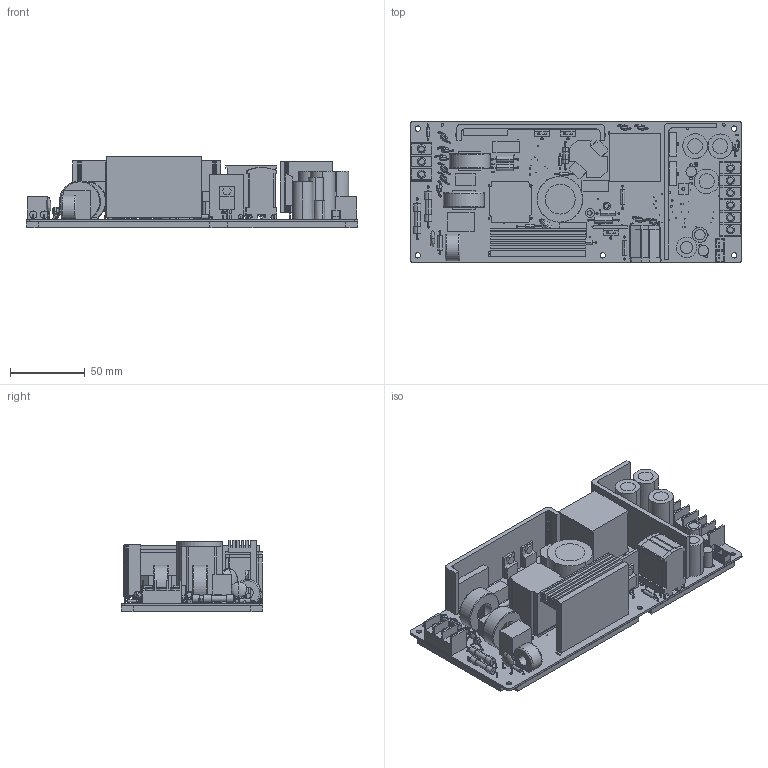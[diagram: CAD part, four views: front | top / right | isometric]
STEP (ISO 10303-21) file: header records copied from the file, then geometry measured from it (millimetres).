
FILE_DESCRIPTION((''),'2;1');
FILE_NAME('111111_ASM','2024-09-12T',('410022'),(''),'PRO/ENGINEER BY PARAMETRIC TECHNOLOGY CORPORATION, 2010280','PRO/ENGINEER BY PARAMETRIC TECHNOLOGY CORPORATION, 2010280','');
FILE_SCHEMA(('AUTOMOTIVE_DESIGN_CC2 { 1 2 10303 214 -1 1 5 2 }'));
Products named in the file (290): BOARD_1; EXTRUDED-32836_1; USB_ASM_1_ASM; EXTRUDED-33364_1; 684676576_ASM_1_ASM; EXTRUDED-33736_1; 684676712_ASM_1_ASM; EXTRUDED-34108_1; 684676848_ASM_1_ASM; EXTRUDED-34480_1; 684676984_ASM_1_ASM; EXTRUDED-34852_1; 684677120_ASM_1_ASM; EXTRUDED-35234_1; 684677256_ASM_1_ASM; EXTRUDED-35606_1; 684677392_ASM_1_ASM; Q2_ASM_1_ASM; EXTRUDED-36006_1; 684680928_ASM_1_ASM; HS101_ASM_1_ASM; 2CN51250P_1; CON1_ASM_1_ASM; EXTRUDED-41199_1; 684679704_ASM_1_ASM; EXTRUDED-41571_1; 684679840_ASM_1_ASM; EXTRUDED-41943_1; 684679976_ASM_1_ASM; EXTRUDED-42315_1; 684680112_ASM_1_ASM; EXTRUDED-42687_1; 684680248_ASM_1_ASM; CYLINDER-43064_1; 837200528_ASM_1_ASM; CON103_ASM_1_ASM; CON102_ASM_1_ASM; CYLINDER-43407_1; 837197456_ASM_1_ASM; CYLINDER-43599_1 ...
Assembly tree (451 placements, depth 6):
  111111_ASM
    ASM0001_ASM
      PCB_ASM_1_ASM
        BOARD_1
        Q2_ASM_1_ASM
          USB_ASM_1_ASM
            EXTRUDED-32836_1
          684676576_ASM_1_ASM
            EXTRUDED-33364_1
          684676712_ASM_1_ASM
            EXTRUDED-33736_1
          684676848_ASM_1_ASM
            EXTRUDED-34108_1
          684676984_ASM_1_ASM  x3
            EXTRUDED-34480_1
          684677120_ASM_1_ASM  x2
            EXTRUDED-34852_1
          684677256_ASM_1_ASM
            EXTRUDED-35234_1
          684677392_ASM_1_ASM
            EXTRUDED-35606_1
        HS101_ASM_1_ASM
          684680928_ASM_1_ASM
            EXTRUDED-36006_1
        CON1_ASM_1_ASM
          2CN51250P_1
        CON103_ASM_1_ASM
          684679704_ASM_1_ASM
            EXTRUDED-41199_1
          684679840_ASM_1_ASM
            EXTRUDED-41571_1
          684679976_ASM_1_ASM
            EXTRUDED-41943_1
          684680112_ASM_1_ASM
            EXTRUDED-42315_1
          684680248_ASM_1_ASM  x2
            EXTRUDED-42687_1
          837200528_ASM_1_ASM  x2
            CYLINDER-43064_1
        CON102_ASM_1_ASM
          837200528_ASM_1_ASM  x2
            CYLINDER-43064_1
          684680248_ASM_1_ASM  x2
            EXTRUDED-42687_1
          684680112_ASM_1_ASM
            EXTRUDED-42315_1
          684679976_ASM_1_ASM
            EXTRUDED-41943_1
          684679840_ASM_1_ASM
            EXTRUDED-41571_1
          684679704_ASM_1_ASM
            EXTRUDED-41199_1
        F2_ASM_1_ASM
          837197456_ASM_1_ASM
            CYLINDER-43407_1
          837197712_ASM_1_ASM
            CYLINDER-43599_1
          837197840_ASM_1_ASM
            SPHERE-43791_1
          837197968_ASM_1_ASM
Bounding box: 222 x 95 x 47.6 mm (x, y, z)
Volume: 356188.3 mm3; surface area: 190201.4 mm2
Topology: 277 solids, 285 shells, 2638 faces, 6799 edges, 4592 vertices
Faces by surface type: plane 1241, cylinder 955, bspline 250, sphere 140, torus 28, extrusion 22, revolution 2
Entity records: 81669 total; most frequent: CARTESIAN_POINT 16201, DIRECTION 12061, ORIENTED_EDGE 8802, AXIS2_PLACEMENT_3D 5031, EDGE_CURVE 4416, PRESENTATION_STYLE_ASSIGNMENT 3944, STYLED_ITEM 3897, CURVE_STYLE 3778
